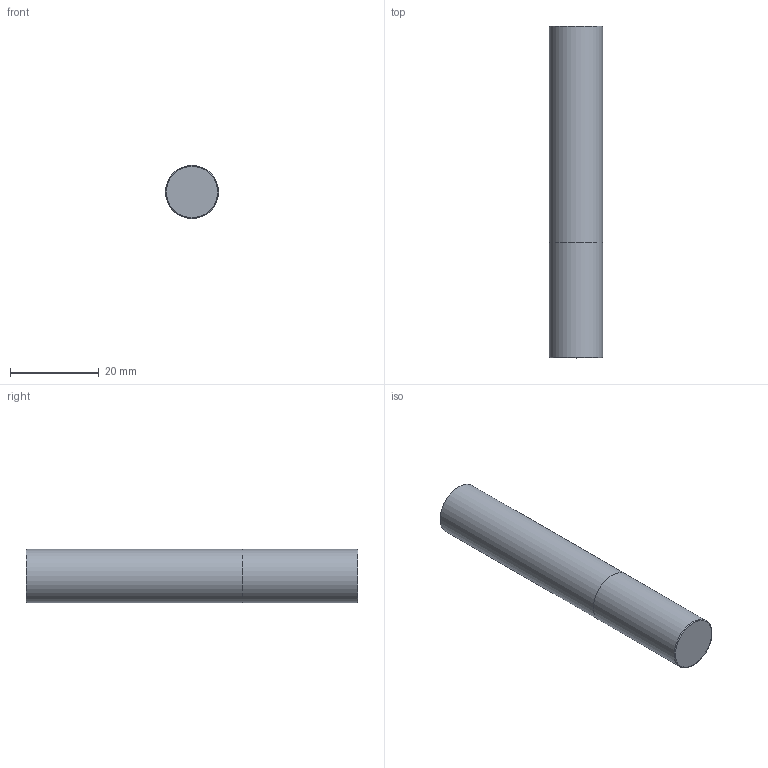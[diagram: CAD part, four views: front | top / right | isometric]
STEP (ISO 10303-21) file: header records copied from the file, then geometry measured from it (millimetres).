
FILE_DESCRIPTION((''),'2;1');
FILE_NAME('C64 1200 075.stp','2020-06-24T15:00:49',(''),(''),'STEP Write','Mastercam 2019 ... CNC Software, Inc.','');
FILE_SCHEMA(('AUTOMOTIVE_DESIGN'));
Length unit declared in the file: millimetre
Products named in the file (1): None
Bounding box: 12 x 75 x 12 mm (x, y, z)
Volume: 8482 mm3; surface area: 3050.4 mm2
Topology: 1 solids, 1 shells, 5 faces, 12 edges, 14 vertices
Faces by surface type: plane 2, cylinder 2, torus 1
Full cylindrical faces by diameter (mm): 12 x2
Entity records: 179 total; most frequent: DIRECTION 29, CARTESIAN_POINT 26, AXIS2_PLACEMENT_3D 12, STYLED_ITEM 12, ORIENTED_EDGE 8, EDGE_LOOP 8, FACE_BOUND 6, VECTOR 5
